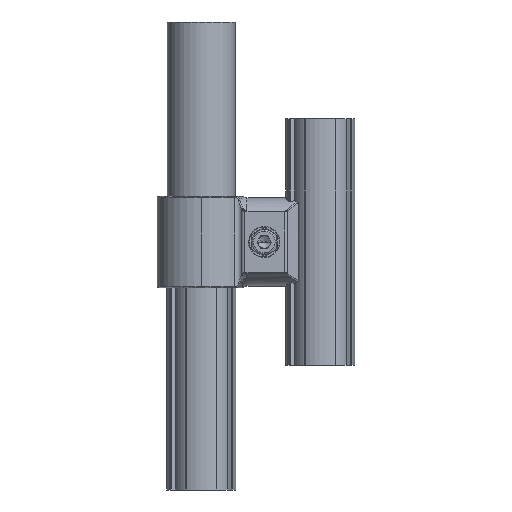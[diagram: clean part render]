
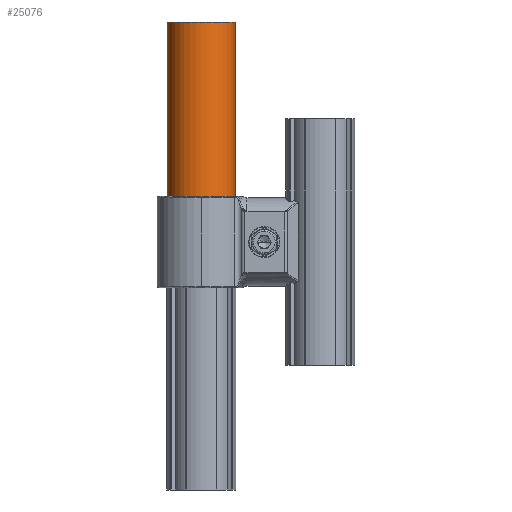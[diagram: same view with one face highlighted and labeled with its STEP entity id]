
A CAD part, left-side view. The second image highlights one B-rep face of the part: STEP entity #25076.
In plain terms, the highlighted cylindrical face has radius 13.799 mm (diameter 27.597 mm), a partial arc.
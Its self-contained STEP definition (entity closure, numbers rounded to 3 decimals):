
#255 = ORIENTED_EDGE ( 'NONE', *, *, #2246, .F. ) ;
#798 = CARTESIAN_POINT ( 'NONE',  ( 13.799, 0., 90. ) ) ;
#1845 = EDGE_CURVE ( 'NONE', #21181, #21411, #2143, .T. ) ;
#2103 = EDGE_CURVE ( 'NONE', #12947, #27522, #20535, .T. ) ;
#2143 = CIRCLE ( 'NONE', #24107, 13.799 ) ;
#2246 = EDGE_CURVE ( 'NONE', #12947, #21411, #12709, .T. ) ;
#6115 = AXIS2_PLACEMENT_3D ( 'NONE', #15508, #15414, #15319 ) ;
#6278 = CARTESIAN_POINT ( 'NONE',  ( -13.799, 0., 0. ) ) ;
#6773 = ORIENTED_EDGE ( 'NONE', *, *, #2103, .T. ) ;
#7351 = VECTOR ( 'NONE', #21980, 1000. ) ;
#7874 = DIRECTION ( 'NONE',  ( 0., 0., -1. ) ) ;
#7977 = CARTESIAN_POINT ( 'NONE',  ( 13.799, 0., 90. ) ) ;
#8832 = DIRECTION ( 'NONE',  ( -1., 0., 0. ) ) ;
#8982 = FACE_OUTER_BOUND ( 'NONE', #25175, .T. ) ;
#11983 = CYLINDRICAL_SURFACE ( 'NONE', #28407, 13.799 ) ;
#12709 = LINE ( 'NONE', #7977, #15830 ) ;
#12947 = VERTEX_POINT ( 'NONE', #798 ) ;
#13505 = EDGE_CURVE ( 'NONE', #27522, #21181, #20130, .T. ) ;
#15319 = DIRECTION ( 'NONE',  ( -1., 0., 0. ) ) ;
#15414 = DIRECTION ( 'NONE',  ( 0., 0., -1. ) ) ;
#15508 = CARTESIAN_POINT ( 'NONE',  ( 0., 0., 90. ) ) ;
#15830 = VECTOR ( 'NONE', #7874, 1000. ) ;
#20130 = LINE ( 'NONE', #22708, #7351 ) ;
#20535 = CIRCLE ( 'NONE', #6115, 13.799 ) ;
#21181 = VERTEX_POINT ( 'NONE', #6278 ) ;
#21411 = VERTEX_POINT ( 'NONE', #24510 ) ;
#21980 = DIRECTION ( 'NONE',  ( 0., 0., -1. ) ) ;
#22119 = DIRECTION ( 'NONE',  ( 0., 0., -1. ) ) ;
#22708 = CARTESIAN_POINT ( 'NONE',  ( -13.799, 0., 90. ) ) ;
#24107 = AXIS2_PLACEMENT_3D ( 'NONE', #28652, #27216, #26750 ) ;
#24183 = CARTESIAN_POINT ( 'NONE',  ( 0., 0., 90. ) ) ;
#24510 = CARTESIAN_POINT ( 'NONE',  ( 13.799, 0., 0. ) ) ;
#24884 = CARTESIAN_POINT ( 'NONE',  ( -13.799, 0., 90. ) ) ;
#24971 = ORIENTED_EDGE ( 'NONE', *, *, #13505, .T. ) ;
#25076 = ADVANCED_FACE ( 'NONE', ( #8982 ), #11983, .T. ) ;
#25175 = EDGE_LOOP ( 'NONE', ( #255, #6773, #24971, #28374 ) ) ;
#26750 = DIRECTION ( 'NONE',  ( -1., 0., 0. ) ) ;
#27216 = DIRECTION ( 'NONE',  ( 0., 0., 1. ) ) ;
#27522 = VERTEX_POINT ( 'NONE', #24884 ) ;
#28374 = ORIENTED_EDGE ( 'NONE', *, *, #1845, .T. ) ;
#28407 = AXIS2_PLACEMENT_3D ( 'NONE', #24183, #22119, #8832 ) ;
#28652 = CARTESIAN_POINT ( 'NONE',  ( 0., 0., 0. ) ) ;
